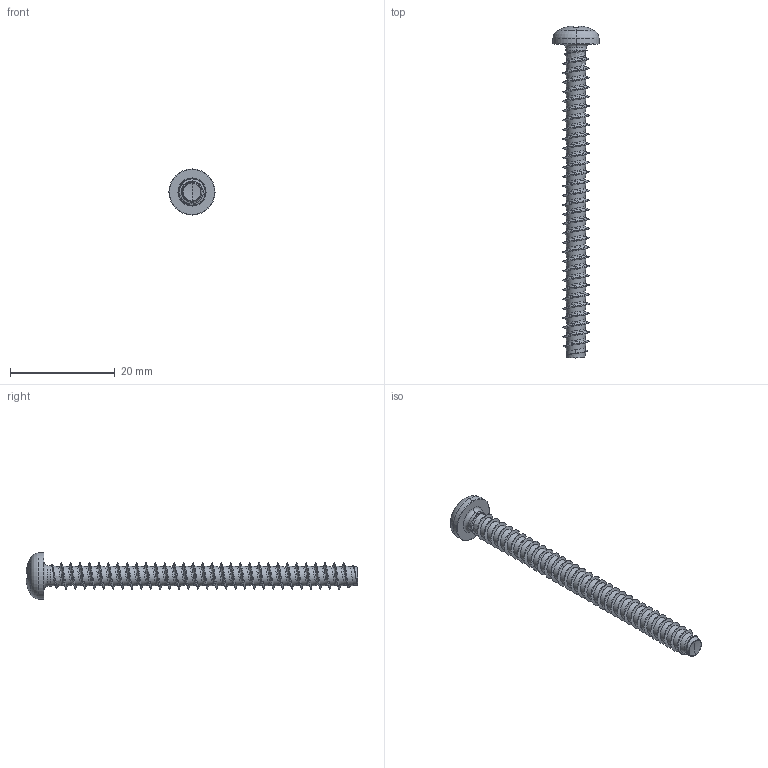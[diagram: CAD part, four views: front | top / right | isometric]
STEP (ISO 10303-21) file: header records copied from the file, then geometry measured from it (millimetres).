
FILE_DESCRIPTION (( 'STEP AP203' ), '1' );
FILE_NAME ('STP220500600.STEP', '2017-08-15T03:33:31', ( '' ), ( '' ), 'SwSTEP 2.0', 'SolidWorks 2015', '' );
FILE_SCHEMA (( 'CONFIG_CONTROL_DESIGN' ));
Products named in the file (1): STP220500600
Bounding box: 8.8 x 63.44 x 8.8 mm (x, y, z)
Volume: 845.8 mm3; surface area: 1316.7 mm2
Topology: 1 solids, 1 shells, 232 faces, 581 edges, 351 vertices
Faces by surface type: cylinder 91, bspline 55, plane 30, torus 28, sphere 20, cone 8
Entity records: 62805 total; most frequent: CARTESIAN_POINT 57912, ORIENTED_EDGE 1158, DIRECTION 853, EDGE_CURVE 579, AXIS2_PLACEMENT_3D 359, VERTEX_POINT 351, EDGE_LOOP 234, ADVANCED_FACE 232
